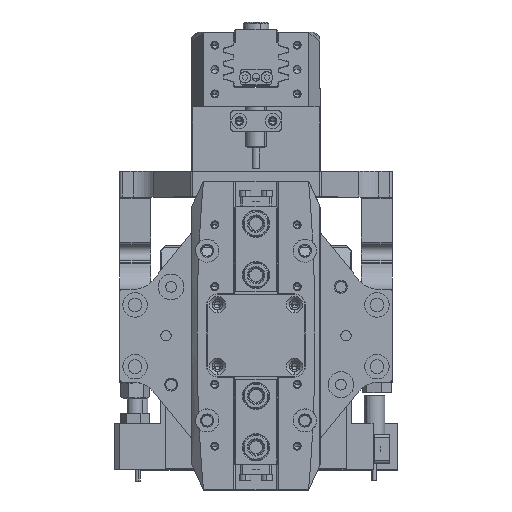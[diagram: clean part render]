
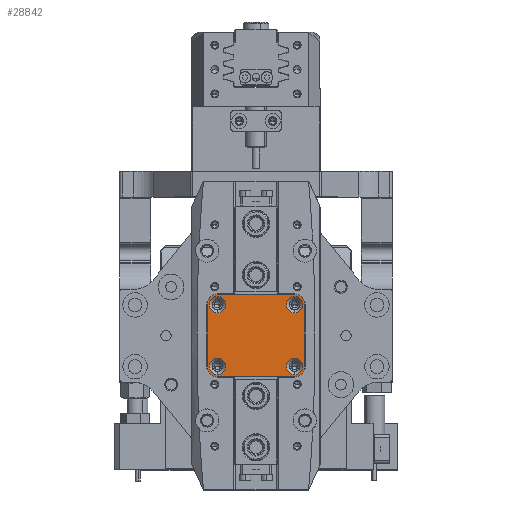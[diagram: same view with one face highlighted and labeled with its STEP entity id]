
A CAD part, top view. The second image highlights one B-rep face of the part: STEP entity #28842.
In plain terms, the highlighted planar face has unit normal (0, 0, 1).
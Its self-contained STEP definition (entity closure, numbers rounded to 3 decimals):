
#193 = ORIENTED_EDGE ( 'NONE', *, *, #21570, .T. ) ;
#876 = EDGE_CURVE ( 'NONE', #11969, #65112, #26615, .T. ) ;
#1213 = CIRCLE ( 'NONE', #13557, 3.2 ) ;
#1618 = EDGE_CURVE ( 'NONE', #67100, #21894, #13478, .T. ) ;
#1674 = ORIENTED_EDGE ( 'NONE', *, *, #10073, .T. ) ;
#2955 = DIRECTION ( 'NONE',  ( 0., 0., 1. ) ) ;
#3229 = CARTESIAN_POINT ( 'NONE',  ( 15.2, 15., 1.5 ) ) ;
#4151 = DIRECTION ( 'NONE',  ( 0., 0., 1. ) ) ;
#4317 = ORIENTED_EDGE ( 'NONE', *, *, #34313, .F. ) ;
#5898 = EDGE_LOOP ( 'NONE', ( #29901, #37406 ) ) ;
#8137 = CARTESIAN_POINT ( 'NONE',  ( -12., -15., 1.5 ) ) ;
#8166 = CARTESIAN_POINT ( 'NONE',  ( -15.2, 15., 1.5 ) ) ;
#8452 = CARTESIAN_POINT ( 'NONE',  ( 12., -15., 1.5 ) ) ;
#8617 = DIRECTION ( 'NONE',  ( 1., 0., 0. ) ) ;
#8741 = DIRECTION ( 'NONE',  ( 0., 0., 1. ) ) ;
#9039 = CARTESIAN_POINT ( 'NONE',  ( -16., -19., 1.5 ) ) ;
#9109 = DIRECTION ( 'NONE',  ( 0., 0., 1. ) ) ;
#9692 = CARTESIAN_POINT ( 'NONE',  ( -16., 19., 1.5 ) ) ;
#10009 = AXIS2_PLACEMENT_3D ( 'NONE', #77837, #52864, #46372 ) ;
#10073 = EDGE_CURVE ( 'NONE', #26851, #28431, #31430, .T. ) ;
#11066 = VERTEX_POINT ( 'NONE', #61412 ) ;
#11494 = CARTESIAN_POINT ( 'NONE',  ( 8.8, 15., 1.5 ) ) ;
#11505 = AXIS2_PLACEMENT_3D ( 'NONE', #67407, #28630, #73942 ) ;
#11969 = VERTEX_POINT ( 'NONE', #42540 ) ;
#12262 = CARTESIAN_POINT ( 'NONE',  ( -12., -15., 1.5 ) ) ;
#13218 = AXIS2_PLACEMENT_3D ( 'NONE', #8452, #8741, #53697 ) ;
#13478 = LINE ( 'NONE', #57954, #79258 ) ;
#13557 = AXIS2_PLACEMENT_3D ( 'NONE', #44209, #30078, #18192 ) ;
#15970 = DIRECTION ( 'NONE',  ( 0., 0., 1. ) ) ;
#15975 = CIRCLE ( 'NONE', #38866, 4. ) ;
#16239 = EDGE_LOOP ( 'NONE', ( #46238, #82573 ) ) ;
#16666 = ORIENTED_EDGE ( 'NONE', *, *, #43723, .T. ) ;
#18192 = DIRECTION ( 'NONE',  ( 1., 0., 0. ) ) ;
#19017 = AXIS2_PLACEMENT_3D ( 'NONE', #65201, #20241, #26459 ) ;
#19249 = VECTOR ( 'NONE', #81751, 1000. ) ;
#20241 = DIRECTION ( 'NONE',  ( 0., 0., 1. ) ) ;
#21265 = CIRCLE ( 'NONE', #13218, 4. ) ;
#21342 = CARTESIAN_POINT ( 'NONE',  ( 12., -15., 1.5 ) ) ;
#21570 = EDGE_CURVE ( 'NONE', #21894, #26851, #78959, .T. ) ;
#21894 = VERTEX_POINT ( 'NONE', #47347 ) ;
#23310 = CARTESIAN_POINT ( 'NONE',  ( -12., -15., 1.5 ) ) ;
#23654 = ORIENTED_EDGE ( 'NONE', *, *, #40028, .T. ) ;
#25265 = DIRECTION ( 'NONE',  ( 0., 0., 1. ) ) ;
#25542 = DIRECTION ( 'NONE',  ( 1., 0., 0. ) ) ;
#26459 = DIRECTION ( 'NONE',  ( 1., 0., 0. ) ) ;
#26615 = CIRCLE ( 'NONE', #35578, 3.2 ) ;
#26851 = VERTEX_POINT ( 'NONE', #69421 ) ;
#27655 = CIRCLE ( 'NONE', #11505, 3.2 ) ;
#28431 = VERTEX_POINT ( 'NONE', #55573 ) ;
#28630 = DIRECTION ( 'NONE',  ( 0., 0., 1. ) ) ;
#28678 = VERTEX_POINT ( 'NONE', #65963 ) ;
#28842 = ADVANCED_FACE ( 'NONE', ( #29993, #57341, #40151, #62391, #80689 ), #80156, .T. ) ;
#29032 = CARTESIAN_POINT ( 'NONE',  ( 12., 15., 1.5 ) ) ;
#29901 = ORIENTED_EDGE ( 'NONE', *, *, #80447, .F. ) ;
#29993 = FACE_BOUND ( 'NONE', #16239, .T. ) ;
#30078 = DIRECTION ( 'NONE',  ( 0., 0., 1. ) ) ;
#31188 = DIRECTION ( 'NONE',  ( 0., 1., 0. ) ) ;
#31204 = CARTESIAN_POINT ( 'NONE',  ( -12., 15., 1.5 ) ) ;
#31430 = LINE ( 'NONE', #75229, #19249 ) ;
#32055 = LINE ( 'NONE', #9692, #40177 ) ;
#32076 = VERTEX_POINT ( 'NONE', #51394 ) ;
#33029 = ORIENTED_EDGE ( 'NONE', *, *, #72407, .T. ) ;
#33182 = CARTESIAN_POINT ( 'NONE',  ( -8.8, -15., 1.5 ) ) ;
#33683 = LINE ( 'NONE', #9039, #66053 ) ;
#34159 = DIRECTION ( 'NONE',  ( 1., 0., 0. ) ) ;
#34313 = EDGE_CURVE ( 'NONE', #32076, #57275, #52713, .T. ) ;
#34579 = DIRECTION ( 'NONE',  ( 1., 0., 0. ) ) ;
#35323 = ORIENTED_EDGE ( 'NONE', *, *, #37193, .T. ) ;
#35578 = AXIS2_PLACEMENT_3D ( 'NONE', #38079, #76599, #77146 ) ;
#35674 = ORIENTED_EDGE ( 'NONE', *, *, #77172, .F. ) ;
#35720 = CIRCLE ( 'NONE', #19017, 3.2 ) ;
#36017 = DIRECTION ( 'NONE',  ( 0., -1., 0. ) ) ;
#36178 = CARTESIAN_POINT ( 'NONE',  ( 16., -15., 1.5 ) ) ;
#36208 = VERTEX_POINT ( 'NONE', #3229 ) ;
#36337 = EDGE_CURVE ( 'NONE', #50004, #68064, #78752, .T. ) ;
#37193 = EDGE_CURVE ( 'NONE', #68180, #28678, #32055, .T. ) ;
#37322 = CIRCLE ( 'NONE', #10009, 3.2 ) ;
#37406 = ORIENTED_EDGE ( 'NONE', *, *, #39801, .F. ) ;
#38079 = CARTESIAN_POINT ( 'NONE',  ( -12., 15., 1.5 ) ) ;
#38866 = AXIS2_PLACEMENT_3D ( 'NONE', #31204, #69121, #62617 ) ;
#39698 = CIRCLE ( 'NONE', #61271, 3.2 ) ;
#39801 = EDGE_CURVE ( 'NONE', #40678, #36208, #27655, .T. ) ;
#40028 = EDGE_CURVE ( 'NONE', #11066, #66475, #33683, .T. ) ;
#40151 = FACE_BOUND ( 'NONE', #53856, .T. ) ;
#40177 = VECTOR ( 'NONE', #36017, 1000. ) ;
#40678 = VERTEX_POINT ( 'NONE', #11494 ) ;
#42056 = DIRECTION ( 'NONE',  ( 1., 0., 0. ) ) ;
#42225 = ORIENTED_EDGE ( 'NONE', *, *, #52054, .F. ) ;
#42540 = CARTESIAN_POINT ( 'NONE',  ( -8.8, 15., 1.5 ) ) ;
#43723 = EDGE_CURVE ( 'NONE', #66475, #67100, #21265, .T. ) ;
#44209 = CARTESIAN_POINT ( 'NONE',  ( -12., 15., 1.5 ) ) ;
#46238 = ORIENTED_EDGE ( 'NONE', *, *, #76991, .F. ) ;
#46372 = DIRECTION ( 'NONE',  ( 1., 0., 0. ) ) ;
#47146 = DIRECTION ( 'NONE',  ( 0., 0., 1. ) ) ;
#47347 = CARTESIAN_POINT ( 'NONE',  ( 16., 15., 1.5 ) ) ;
#47352 = CIRCLE ( 'NONE', #80424, 4. ) ;
#47849 = CARTESIAN_POINT ( 'NONE',  ( 0., 0., 1.5 ) ) ;
#49006 = EDGE_LOOP ( 'NONE', ( #35323, #74770, #23654, #16666, #64329, #193, #1674, #33029 ) ) ;
#50004 = VERTEX_POINT ( 'NONE', #66736 ) ;
#51394 = CARTESIAN_POINT ( 'NONE',  ( 8.8, -15., 1.5 ) ) ;
#52054 = EDGE_CURVE ( 'NONE', #57275, #32076, #35720, .T. ) ;
#52121 = AXIS2_PLACEMENT_3D ( 'NONE', #29032, #4151, #42056 ) ;
#52713 = CIRCLE ( 'NONE', #83895, 3.2 ) ;
#52864 = DIRECTION ( 'NONE',  ( 0., 0., 1. ) ) ;
#53697 = DIRECTION ( 'NONE',  ( 1., 0., 0. ) ) ;
#53856 = EDGE_LOOP ( 'NONE', ( #60715, #35674 ) ) ;
#54343 = CARTESIAN_POINT ( 'NONE',  ( -16., 15., 1.5 ) ) ;
#55573 = CARTESIAN_POINT ( 'NONE',  ( -12., 19., 1.5 ) ) ;
#57275 = VERTEX_POINT ( 'NONE', #80723 ) ;
#57341 = FACE_BOUND ( 'NONE', #76717, .T. ) ;
#57954 = CARTESIAN_POINT ( 'NONE',  ( 16., 19., 1.5 ) ) ;
#60715 = ORIENTED_EDGE ( 'NONE', *, *, #876, .F. ) ;
#61271 = AXIS2_PLACEMENT_3D ( 'NONE', #23310, #2955, #62069 ) ;
#61412 = CARTESIAN_POINT ( 'NONE',  ( -12., -19., 1.5 ) ) ;
#62069 = DIRECTION ( 'NONE',  ( 1., 0., 0. ) ) ;
#62391 = FACE_BOUND ( 'NONE', #5898, .T. ) ;
#62617 = DIRECTION ( 'NONE',  ( 1., 0., 0. ) ) ;
#64329 = ORIENTED_EDGE ( 'NONE', *, *, #1618, .T. ) ;
#65112 = VERTEX_POINT ( 'NONE', #8166 ) ;
#65201 = CARTESIAN_POINT ( 'NONE',  ( 12., -15., 1.5 ) ) ;
#65963 = CARTESIAN_POINT ( 'NONE',  ( -16., -15., 1.5 ) ) ;
#66053 = VECTOR ( 'NONE', #79500, 1000. ) ;
#66475 = VERTEX_POINT ( 'NONE', #80671 ) ;
#66736 = CARTESIAN_POINT ( 'NONE',  ( -15.2, -15., 1.5 ) ) ;
#66885 = EDGE_CURVE ( 'NONE', #28678, #11066, #47352, .T. ) ;
#67100 = VERTEX_POINT ( 'NONE', #36178 ) ;
#67407 = CARTESIAN_POINT ( 'NONE',  ( 12., 15., 1.5 ) ) ;
#67863 = AXIS2_PLACEMENT_3D ( 'NONE', #47849, #9109, #34579 ) ;
#68064 = VERTEX_POINT ( 'NONE', #33182 ) ;
#68180 = VERTEX_POINT ( 'NONE', #54343 ) ;
#69121 = DIRECTION ( 'NONE',  ( 0., 0., 1. ) ) ;
#69421 = CARTESIAN_POINT ( 'NONE',  ( 12., 19., 1.5 ) ) ;
#72407 = EDGE_CURVE ( 'NONE', #28431, #68180, #15975, .T. ) ;
#73942 = DIRECTION ( 'NONE',  ( 1., 0., 0. ) ) ;
#74770 = ORIENTED_EDGE ( 'NONE', *, *, #66885, .T. ) ;
#75229 = CARTESIAN_POINT ( 'NONE',  ( -16., 19., 1.5 ) ) ;
#76599 = DIRECTION ( 'NONE',  ( 0., 0., 1. ) ) ;
#76717 = EDGE_LOOP ( 'NONE', ( #42225, #4317 ) ) ;
#76991 = EDGE_CURVE ( 'NONE', #68064, #50004, #39698, .T. ) ;
#77146 = DIRECTION ( 'NONE',  ( 1., 0., 0. ) ) ;
#77172 = EDGE_CURVE ( 'NONE', #65112, #11969, #1213, .T. ) ;
#77837 = CARTESIAN_POINT ( 'NONE',  ( 12., 15., 1.5 ) ) ;
#78752 = CIRCLE ( 'NONE', #81781, 3.2 ) ;
#78959 = CIRCLE ( 'NONE', #52121, 4. ) ;
#79258 = VECTOR ( 'NONE', #31188, 1000. ) ;
#79500 = DIRECTION ( 'NONE',  ( 1., 0., 0. ) ) ;
#80156 = PLANE ( 'NONE',  #67863 ) ;
#80424 = AXIS2_PLACEMENT_3D ( 'NONE', #8137, #47146, #34159 ) ;
#80447 = EDGE_CURVE ( 'NONE', #36208, #40678, #37322, .T. ) ;
#80671 = CARTESIAN_POINT ( 'NONE',  ( 12., -19., 1.5 ) ) ;
#80689 = FACE_OUTER_BOUND ( 'NONE', #49006, .T. ) ;
#80723 = CARTESIAN_POINT ( 'NONE',  ( 15.2, -15., 1.5 ) ) ;
#81751 = DIRECTION ( 'NONE',  ( -1., 0., 0. ) ) ;
#81781 = AXIS2_PLACEMENT_3D ( 'NONE', #12262, #25265, #25542 ) ;
#82573 = ORIENTED_EDGE ( 'NONE', *, *, #36337, .F. ) ;
#83895 = AXIS2_PLACEMENT_3D ( 'NONE', #21342, #15970, #8617 ) ;
